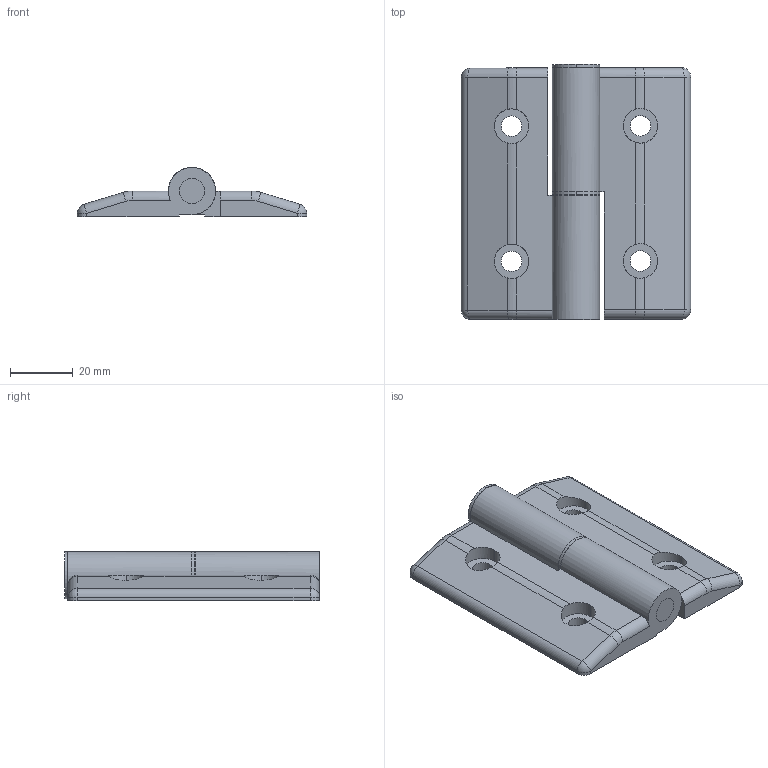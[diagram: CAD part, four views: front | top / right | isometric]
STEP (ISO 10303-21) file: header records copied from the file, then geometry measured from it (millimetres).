
FILE_DESCRIPTION (( 'STEP AP203' ), '1' );
FILE_NAME ('B-501-2-R.STEP', '2023-12-22T07:48:54', ( '' ), ( '' ), 'SwSTEP 2.0', 'SolidWorks 2021', '' );
FILE_SCHEMA (( 'CONFIG_CONTROL_DESIGN' ));
Length unit declared in the file: millimetre
Products named in the file (3): B-501-2-R; B-501-2-R_hingeA_; B-501-2-R_hingeB_
Assembly tree (2 placements, depth 2):
  B-501-2-R
    B-501-2-R_hingeB_
    B-501-2-R_hingeA_
Bounding box: 73 x 81.1 x 15.6 mm (x, y, z)
Volume: 43349.5 mm3; surface area: 20316.8 mm2
Topology: 6 solids, 6 shells, 98 faces, 240 edges, 150 vertices
Faces by surface type: cylinder 56, plane 32, torus 4, sphere 4, cone 2
Entity records: 3271 total; most frequent: CARTESIAN_POINT 599, DIRECTION 532, ORIENTED_EDGE 472, EDGE_CURVE 236, AXIS2_PLACEMENT_3D 211, VERTEX_POINT 150, EDGE_LOOP 116, LINE 110
